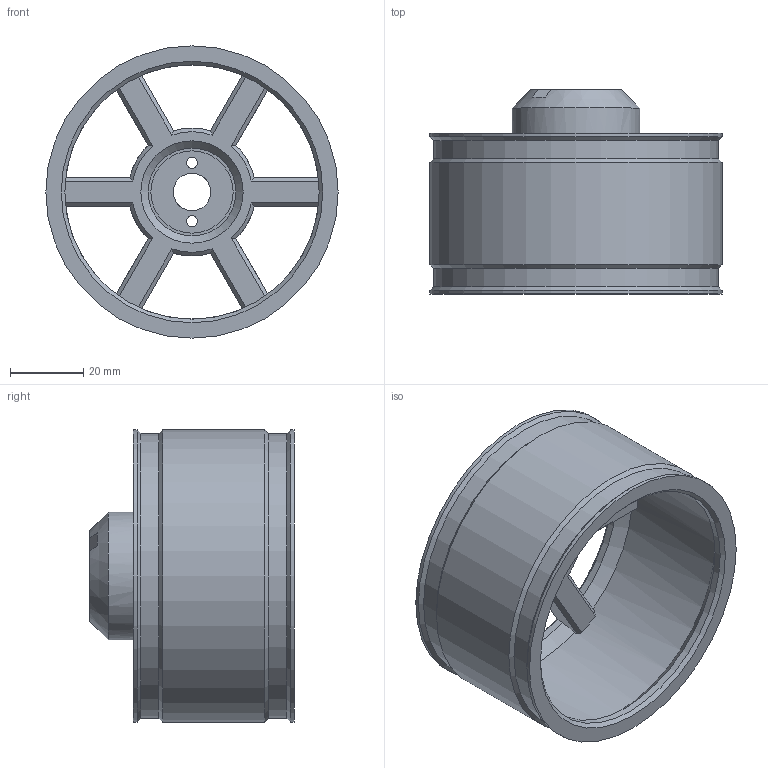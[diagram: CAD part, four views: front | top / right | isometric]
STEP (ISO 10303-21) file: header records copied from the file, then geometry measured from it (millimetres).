
FILE_DESCRIPTION(/* description */ ('STEP AP242','CAx-IF Rec.Pracs.---Representation and Presentation of Product Manufacturing Information (PMI)---4.0---2014-10-13','CAx-IF Rec.Pracs.---3D Tessellated Geometry---0.4---2014-09-14','2;1'),/* implementation_level */ '2;1');
FILE_NAME(/* name */ '626282ff4fc8d629c9fa26a3',/* time_stamp */ '2022-04-22T10:27:12+00:00',/* author */ (''),/* organization */ (''),/* preprocessor_version */ 'ST-DEVELOPER v18.101',/* originating_system */ ' ',/* authorisation */ ' ');
FILE_SCHEMA (('AP242_MANAGED_MODEL_BASED_3D_ENGINEERING_MIM_LF { 1 0 10303 442 1 1 4 }'));
Length unit declared in the file: metre
Products named in the file (1): rim
Bounding box: 80 x 55.9 x 80 mm (x, y, z)
Volume: 42685.3 mm3; surface area: 31998.2 mm2
Topology: 1 solids, 1 shells, 114 faces, 330 edges, 209 vertices
Faces by surface type: plane 69, cone 26, cylinder 19
Full cylindrical faces by diameter (mm): 3 x2, 10.3 x1, 22.5 x1, 28 x1, 35 x1, 69.6 x1, 75.6 x1, 78 x2, 80 x3
Entity records: 3660 total; most frequent: CARTESIAN_POINT 737, ORIENTED_EDGE 602, DIRECTION 600, EDGE_CURVE 301, AXIS2_PLACEMENT_3D 224, VERTEX_POINT 201, LINE 152, VECTOR 152
